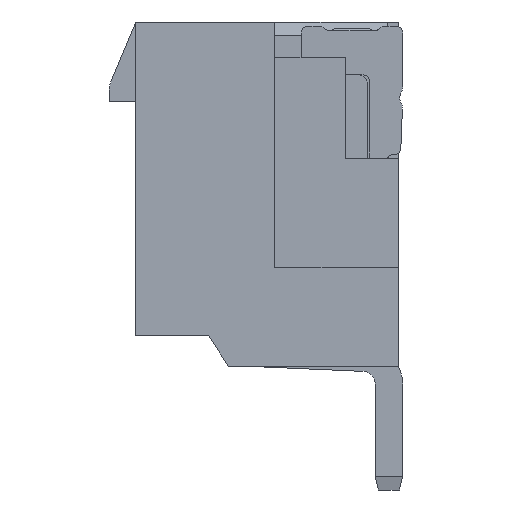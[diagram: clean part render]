
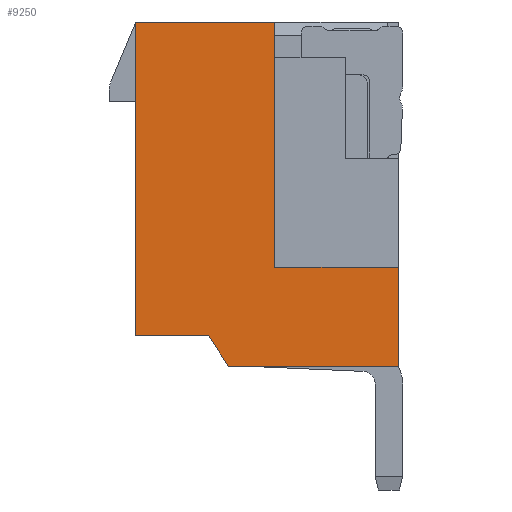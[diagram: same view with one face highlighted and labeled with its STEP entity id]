
A CAD part, left-side view. The second image highlights one B-rep face of the part: STEP entity #9250.
In plain terms, the highlighted planar face has unit normal (-1, 0, 0).
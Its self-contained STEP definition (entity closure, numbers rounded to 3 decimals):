
#1=DIRECTION('',(0.,0.541,0.841));
#2=VECTOR('',#1,0.832);
#3=CARTESIAN_POINT('',(1.25,-2.1,-7.8));
#4=LINE('',#3,#2);
#5=DIRECTION('',(0.,1.,0.));
#6=VECTOR('',#5,3.15);
#7=CARTESIAN_POINT('',(1.25,-3.15,0.));
#8=LINE('',#7,#6);
#85=DIRECTION('',(0.,0.,-1.));
#86=VECTOR('',#85,7.1);
#87=CARTESIAN_POINT('',(1.25,0.,0.));
#88=LINE('',#87,#86);
#327=DIRECTION('',(0.,-1.,0.));
#328=VECTOR('',#327,1.65);
#329=CARTESIAN_POINT('',(1.25,0.,-7.1));
#330=LINE('',#329,#328);
#691=DIRECTION('',(0.,-1.,0.));
#692=VECTOR('',#691,3.85);
#693=CARTESIAN_POINT('',(1.25,-2.1,-7.8));
#694=LINE('',#693,#692);
#703=DIRECTION('',(0.,0.,1.));
#704=VECTOR('',#703,2.25);
#705=CARTESIAN_POINT('',(1.25,-5.95,-7.8));
#706=LINE('',#705,#704);
#940=DIRECTION('',(0.,1.,0.));
#941=VECTOR('',#940,2.8);
#942=CARTESIAN_POINT('',(1.25,-5.95,-5.55));
#943=LINE('',#942,#941);
#952=DIRECTION('',(0.,0.,1.));
#953=VECTOR('',#952,5.55);
#954=CARTESIAN_POINT('',(1.25,-3.15,-5.55));
#955=LINE('',#954,#953);
#7051=CARTESIAN_POINT('',(1.25,-3.15,0.));
#7052=CARTESIAN_POINT('',(1.25,0.,0.));
#7053=VERTEX_POINT('',#7051);
#7054=VERTEX_POINT('',#7052);
#7055=CARTESIAN_POINT('',(1.25,-5.95,-5.55));
#7056=CARTESIAN_POINT('',(1.25,-3.15,-5.55));
#7057=VERTEX_POINT('',#7055);
#7058=VERTEX_POINT('',#7056);
#7059=CARTESIAN_POINT('',(1.25,-5.95,-7.8));
#7060=VERTEX_POINT('',#7059);
#7061=CARTESIAN_POINT('',(1.25,-2.1,-7.8));
#7062=VERTEX_POINT('',#7061);
#7063=CARTESIAN_POINT('',(1.25,-1.65,-7.1));
#7064=VERTEX_POINT('',#7063);
#7065=CARTESIAN_POINT('',(1.25,0.,-7.1));
#7066=VERTEX_POINT('',#7065);
#9227=CARTESIAN_POINT('',(1.25,-2.975,-3.9));
#9228=DIRECTION('',(1.,0.,0.));
#9229=DIRECTION('',(0.,-1.,0.));
#9230=AXIS2_PLACEMENT_3D('',#9227,#9228,#9229);
#9231=PLANE('',#9230);
#9233=ORIENTED_EDGE('',*,*,#9232,.F.);
#9235=ORIENTED_EDGE('',*,*,#9234,.F.);
#9237=ORIENTED_EDGE('',*,*,#9236,.F.);
#9239=ORIENTED_EDGE('',*,*,#9238,.F.);
#9241=ORIENTED_EDGE('',*,*,#9240,.F.);
#9243=ORIENTED_EDGE('',*,*,#9242,.T.);
#9245=ORIENTED_EDGE('',*,*,#9244,.F.);
#9247=ORIENTED_EDGE('',*,*,#9246,.F.);
#9248=EDGE_LOOP('',(#9233,#9235,#9237,#9239,#9241,#9243,#9245,#9247));
#9249=FACE_OUTER_BOUND('',#9248,.F.);
#9232=EDGE_CURVE('',#7053,#7054,#8,.T.);
#9234=EDGE_CURVE('',#7058,#7053,#955,.T.);
#9236=EDGE_CURVE('',#7057,#7058,#943,.T.);
#9238=EDGE_CURVE('',#7060,#7057,#706,.T.);
#9240=EDGE_CURVE('',#7062,#7060,#694,.T.);
#9242=EDGE_CURVE('',#7062,#7064,#4,.T.);
#9244=EDGE_CURVE('',#7066,#7064,#330,.T.);
#9246=EDGE_CURVE('',#7054,#7066,#88,.T.);
#9250=ADVANCED_FACE('',(#9249),#9231,.F.);
